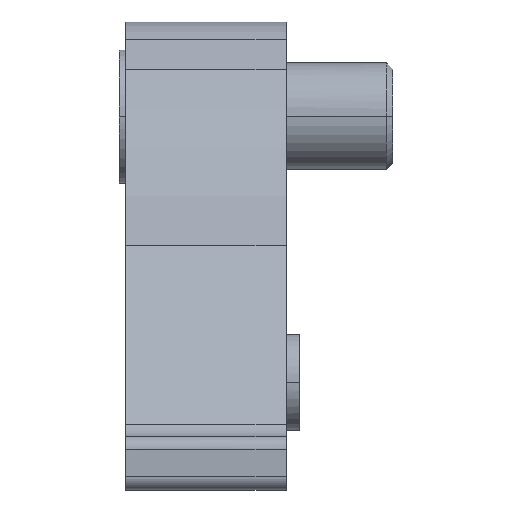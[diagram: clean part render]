
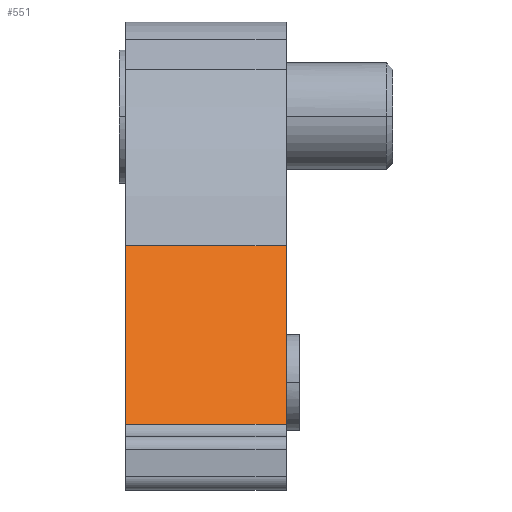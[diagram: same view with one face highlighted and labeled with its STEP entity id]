
A CAD part, left-side view. The second image highlights one B-rep face of the part: STEP entity #551.
In plain terms, the highlighted planar face has unit normal (-0.838, 0, 0.546).
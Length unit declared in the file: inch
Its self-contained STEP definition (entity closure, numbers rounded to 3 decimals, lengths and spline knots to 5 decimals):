
#499=CARTESIAN_POINT('Vertex',(1.45107,1.21875,0.09811)) ;
#502=CARTESIAN_POINT('Line Origine',(1.45107,-0.28125,0.09811)) ;
#506=CARTESIAN_POINT('Vertex',(1.45107,-0.28125,0.09811)) ;
#521=CARTESIAN_POINT('Axis2P3D Location',(0.28561,1.21875,-1.68867)) ;
#526=CARTESIAN_POINT('Line Origine',(0.35959,0.46875,-1.57525)) ;
#530=CARTESIAN_POINT('Vertex',(0.35959,-0.28125,-1.57525)) ;
#532=CARTESIAN_POINT('Vertex',(0.35959,1.21875,-1.57525)) ;
#535=CARTESIAN_POINT('Line Origine',(0.90533,-0.28125,-0.73857)) ;
#540=CARTESIAN_POINT('Line Origine',(0.90533,1.21875,-0.73857)) ;
#503=DIRECTION('Vector Direction',(0.,0.039,0.)) ;
#522=DIRECTION('Axis2P3D Direction',(0.033,0.,-0.022)) ;
#523=DIRECTION('Axis2P3D XDirection',(-0.022,0.,-0.033)) ;
#527=DIRECTION('Vector Direction',(0.,-0.039,0.)) ;
#536=DIRECTION('Vector Direction',(0.022,0.,0.033)) ;
#541=DIRECTION('Vector Direction',(0.022,0.,0.033)) ;
#524=AXIS2_PLACEMENT_3D('Plane Axis2P3D',#521,#522,#523) ;
#546=ORIENTED_EDGE('',*,*,#534,.F.) ;
#547=ORIENTED_EDGE('',*,*,#539,.T.) ;
#548=ORIENTED_EDGE('',*,*,#508,.T.) ;
#549=ORIENTED_EDGE('',*,*,#544,.F.) ;
#504=VECTOR('Line Direction',#503,0.03937) ;
#528=VECTOR('Line Direction',#527,0.03937) ;
#537=VECTOR('Line Direction',#536,0.03937) ;
#542=VECTOR('Line Direction',#541,0.03937) ;
#551=ADVANCED_FACE('FILLET2',(#550),#525,.F.) ;
#508=EDGE_CURVE('',#507,#500,#505,.T.) ;
#534=EDGE_CURVE('',#531,#533,#529,.F.) ;
#539=EDGE_CURVE('',#531,#507,#538,.T.) ;
#544=EDGE_CURVE('',#533,#500,#543,.T.) ;
#545=EDGE_LOOP('',(#546,#547,#548,#549)) ;
#550=FACE_OUTER_BOUND('',#545,.T.) ;
#505=LINE('Line',#502,#504) ;
#529=LINE('Line',#526,#528) ;
#538=LINE('Line',#535,#537) ;
#543=LINE('Line',#540,#542) ;
#525=PLANE('',#524) ;
#500=VERTEX_POINT('',#499) ;
#507=VERTEX_POINT('',#506) ;
#531=VERTEX_POINT('',#530) ;
#533=VERTEX_POINT('',#532) ;
